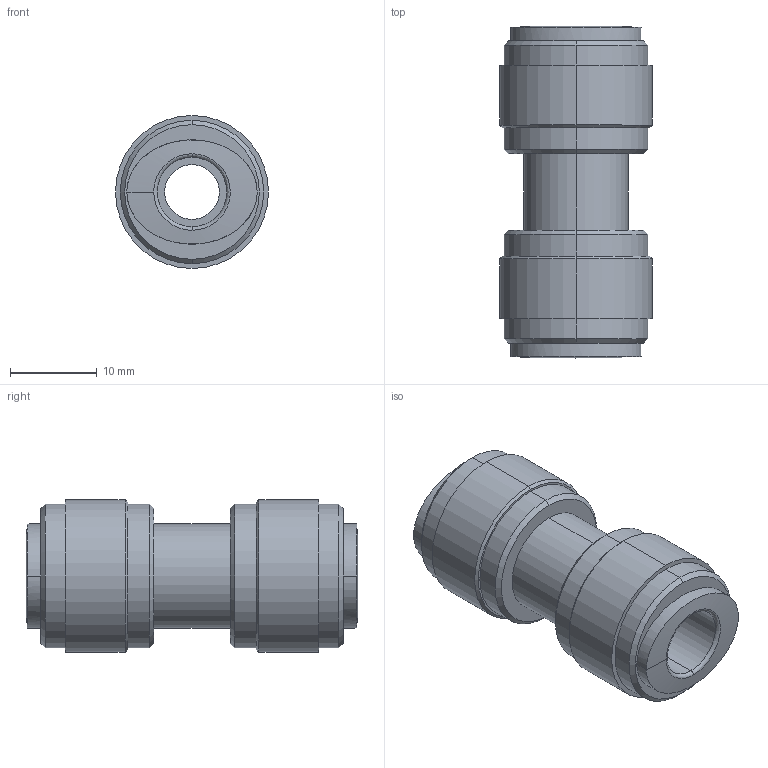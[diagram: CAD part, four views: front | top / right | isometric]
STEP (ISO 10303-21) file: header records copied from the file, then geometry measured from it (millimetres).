
FILE_DESCRIPTION (( 'STEP AP214' ), '1' );
FILE_NAME ('US516-P.step', '2017-08-29T21:03:11', ( '' ), ( '' ), 'SwSTEP 2.0', 'SolidWorks 2017', '' );
FILE_SCHEMA (( 'AUTOMOTIVE_DESIGN' ));
Length unit declared in the file: inch
Products named in the file (1): US516-P
Bounding box: 17.6 x 38.2 x 17.6 mm (x, y, z)
Volume: 5549.7 mm3; surface area: 3397.1 mm2
Topology: 1 solids, 1 shells, 54 faces, 114 edges, 70 vertices
Faces by surface type: cylinder 20, bspline 12, cone 12, plane 10
Entity records: 2974 total; most frequent: CARTESIAN_POINT 1819, DIRECTION 230, ORIENTED_EDGE 228, EDGE_CURVE 114, AXIS2_PLACEMENT_3D 99, VERTEX_POINT 70, EDGE_LOOP 64, CIRCLE 56
